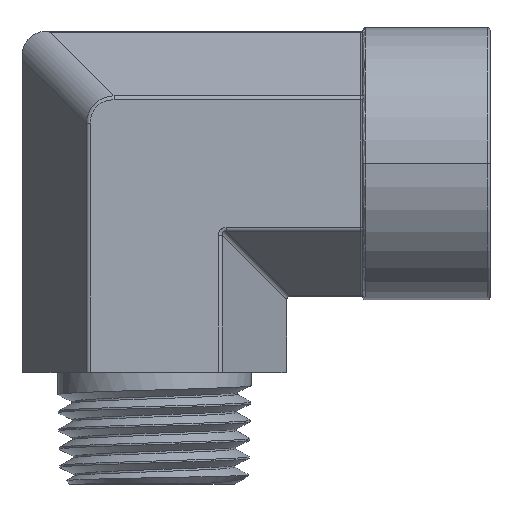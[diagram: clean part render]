
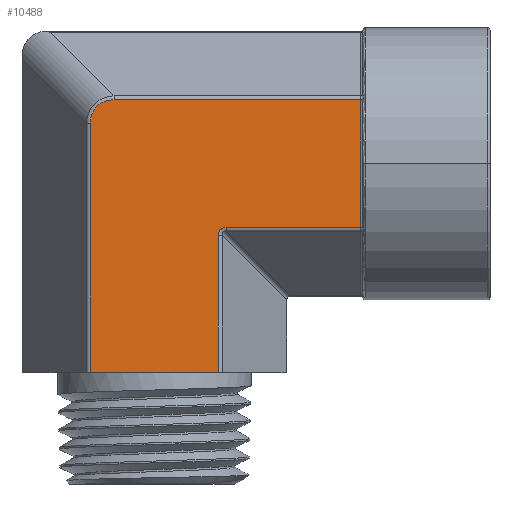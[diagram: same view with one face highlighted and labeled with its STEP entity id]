
A CAD part, top view. The second image highlights one B-rep face of the part: STEP entity #10488.
In plain terms, the highlighted planar face has unit normal (0, 0, 1).
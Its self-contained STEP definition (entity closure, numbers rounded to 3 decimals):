
#329=DIRECTION('',(-1.,0.,0.));
#330=VECTOR('',#329,14.087);
#331=CARTESIAN_POINT('',(7.044,-23.,12.7));
#332=LINE('',#331,#330);
#987=DIRECTION('',(0.,-1.,0.));
#988=VECTOR('',#987,14.087);
#989=CARTESIAN_POINT('',(22.75,7.044,12.7));
#990=LINE('',#989,#988);
#994=DIRECTION('',(-1.,0.,0.));
#995=VECTOR('',#994,14.84);
#996=CARTESIAN_POINT('',(22.75,-7.044,12.7));
#997=LINE('',#996,#995);
#1001=CARTESIAN_POINT('',(7.044,-7.91,12.7));
#1002=CARTESIAN_POINT('',(7.044,-7.881,12.7));
#1003=CARTESIAN_POINT('',(7.046,-7.824,12.7));
#1004=CARTESIAN_POINT('',(7.056,-7.741,12.7));
#1005=CARTESIAN_POINT('',(7.073,-7.663,12.7));
#1006=CARTESIAN_POINT('',(7.095,-7.59,12.7));
#1007=CARTESIAN_POINT('',(7.122,-7.523,12.7));
#1008=CARTESIAN_POINT('',(7.152,-7.462,12.7));
#1009=CARTESIAN_POINT('',(7.186,-7.405,12.7));
#1010=CARTESIAN_POINT('',(7.224,-7.354,12.7));
#1011=CARTESIAN_POINT('',(7.264,-7.307,12.7));
#1012=CARTESIAN_POINT('',(7.307,-7.263,12.7));
#1013=CARTESIAN_POINT('',(7.354,-7.223,12.7));
#1014=CARTESIAN_POINT('',(7.406,-7.186,12.7));
#1015=CARTESIAN_POINT('',(7.462,-7.152,12.7));
#1016=CARTESIAN_POINT('',(7.524,-7.121,12.7));
#1017=CARTESIAN_POINT('',(7.591,-7.095,12.7));
#1018=CARTESIAN_POINT('',(7.664,-7.073,12.7));
#1019=CARTESIAN_POINT('',(7.742,-7.056,12.7));
#1020=CARTESIAN_POINT('',(7.824,-7.046,12.7));
#1021=CARTESIAN_POINT('',(7.881,-7.044,12.7));
#1022=CARTESIAN_POINT('',(7.91,-7.044,12.7));
#1027=DIRECTION('',(0.,1.,0.));
#1028=VECTOR('',#1027,15.09);
#1029=CARTESIAN_POINT('',(7.044,-23.,12.7));
#1030=LINE('',#1029,#1028);
#1034=DIRECTION('',(0.,1.,0.));
#1035=VECTOR('',#1034,27.446);
#1036=CARTESIAN_POINT('',(-7.044,-23.,12.7));
#1037=LINE('',#1036,#1035);
#1041=CARTESIAN_POINT('',(-4.446,7.044,12.7));
#1042=CARTESIAN_POINT('',(-4.514,7.044,12.7));
#1043=CARTESIAN_POINT('',(-4.649,7.039,12.7));
#1044=CARTESIAN_POINT('',(-4.845,7.02,12.7));
#1045=CARTESIAN_POINT('',(-5.034,6.99,12.7));
#1046=CARTESIAN_POINT('',(-5.215,6.947,12.7));
#1047=CARTESIAN_POINT('',(-5.388,6.895,12.7));
#1048=CARTESIAN_POINT('',(-5.554,6.831,12.7));
#1049=CARTESIAN_POINT('',(-5.711,6.759,12.7));
#1050=CARTESIAN_POINT('',(-5.861,6.676,12.7));
#1051=CARTESIAN_POINT('',(-6.002,6.585,12.7));
#1052=CARTESIAN_POINT('',(-6.135,6.485,12.7));
#1053=CARTESIAN_POINT('',(-6.26,6.377,12.7));
#1054=CARTESIAN_POINT('',(-6.377,6.26,12.7));
#1055=CARTESIAN_POINT('',(-6.485,6.135,12.7));
#1056=CARTESIAN_POINT('',(-6.585,6.002,12.7));
#1057=CARTESIAN_POINT('',(-6.676,5.861,12.7));
#1058=CARTESIAN_POINT('',(-6.759,5.711,12.7));
#1059=CARTESIAN_POINT('',(-6.831,5.554,12.7));
#1060=CARTESIAN_POINT('',(-6.895,5.388,12.7));
#1061=CARTESIAN_POINT('',(-6.947,5.215,12.7));
#1062=CARTESIAN_POINT('',(-6.99,5.034,12.7));
#1063=CARTESIAN_POINT('',(-7.02,4.845,12.7));
#1064=CARTESIAN_POINT('',(-7.039,4.649,12.7));
#1065=CARTESIAN_POINT('',(-7.044,4.514,12.7));
#1066=CARTESIAN_POINT('',(-7.044,4.446,12.7));
#1071=DIRECTION('',(1.,0.,0.));
#1072=VECTOR('',#1071,27.196);
#1073=CARTESIAN_POINT('',(-4.446,7.044,12.7));
#1074=LINE('',#1073,#1072);
#9308=CARTESIAN_POINT('',(7.044,-23.,12.7));
#9309=CARTESIAN_POINT('',(7.044,-7.91,12.7));
#9310=VERTEX_POINT('',#9308);
#9311=VERTEX_POINT('',#9309);
#9314=VERTEX_POINT('',#1022);
#9339=CARTESIAN_POINT('',(-7.044,-23.,12.7));
#9340=CARTESIAN_POINT('',(-7.044,4.446,12.7));
#9341=VERTEX_POINT('',#9339);
#9342=VERTEX_POINT('',#9340);
#9355=CARTESIAN_POINT('',(-4.446,7.044,12.7));
#9356=VERTEX_POINT('',#9355);
#9506=CARTESIAN_POINT('',(22.75,7.044,12.7));
#9508=VERTEX_POINT('',#9506);
#9513=CARTESIAN_POINT('',(22.75,-7.044,12.7));
#9514=VERTEX_POINT('',#9513);
#10467=CARTESIAN_POINT('',(0.,7.332,12.7));
#10468=DIRECTION('',(0.,0.,1.));
#10469=DIRECTION('',(0.,-1.,0.));
#10470=AXIS2_PLACEMENT_3D('',#10467,#10468,#10469);
#10471=PLANE('',#10470);
#10473=ORIENTED_EDGE('',*,*,#10472,.T.);
#10475=ORIENTED_EDGE('',*,*,#10474,.T.);
#10477=ORIENTED_EDGE('',*,*,#10476,.F.);
#10479=ORIENTED_EDGE('',*,*,#10478,.F.);
#10480=ORIENTED_EDGE('',*,*,#9778,.T.);
#10482=ORIENTED_EDGE('',*,*,#10481,.T.);
#10484=ORIENTED_EDGE('',*,*,#10483,.F.);
#10485=ORIENTED_EDGE('',*,*,#10456,.T.);
#10486=EDGE_LOOP('',(#10473,#10475,#10477,#10479,#10480,#10482,#10484,#10485));
#10487=FACE_OUTER_BOUND('',#10486,.F.);
#1023=B_SPLINE_CURVE_WITH_KNOTS('',3,(#1001,#1002,#1003,#1004,#1005,#1006,#1007,
#1008,#1009,#1010,#1011,#1012,#1013,#1014,#1015,#1016,#1017,#1018,#1019,#1020,
#1021,#1022),.UNSPECIFIED.,.F.,.F.,(4,1,1,1,1,1,1,1,1,1,1,1,1,1,1,1,1,1,1,4),(
0.,0.053,0.105,0.158,0.211,
0.263,0.316,0.368,0.421,
0.474,0.526,0.579,0.632,
0.684,0.737,0.789,0.842,
0.895,0.947,1.),.UNSPECIFIED.);
#1067=B_SPLINE_CURVE_WITH_KNOTS('',3,(#1041,#1042,#1043,#1044,#1045,#1046,#1047,
#1048,#1049,#1050,#1051,#1052,#1053,#1054,#1055,#1056,#1057,#1058,#1059,#1060,
#1061,#1062,#1063,#1064,#1065,#1066),.UNSPECIFIED.,.F.,.F.,(4,1,1,1,1,1,1,1,1,1,
1,1,1,1,1,1,1,1,1,1,1,1,1,4),(0.,0.043,0.087,
0.13,0.174,0.217,0.261,
0.304,0.348,0.391,0.435,
0.478,0.522,0.565,0.609,
0.652,0.696,0.739,0.783,
0.826,0.87,0.913,0.957,1.),
.UNSPECIFIED.);
#9778=EDGE_CURVE('',#9310,#9341,#332,.T.);
#10456=EDGE_CURVE('',#9356,#9508,#1074,.T.);
#10472=EDGE_CURVE('',#9508,#9514,#990,.T.);
#10474=EDGE_CURVE('',#9514,#9314,#997,.T.);
#10476=EDGE_CURVE('',#9311,#9314,#1023,.T.);
#10478=EDGE_CURVE('',#9310,#9311,#1030,.T.);
#10481=EDGE_CURVE('',#9341,#9342,#1037,.T.);
#10483=EDGE_CURVE('',#9356,#9342,#1067,.T.);
#10488=ADVANCED_FACE('',(#10487),#10471,.T.);
